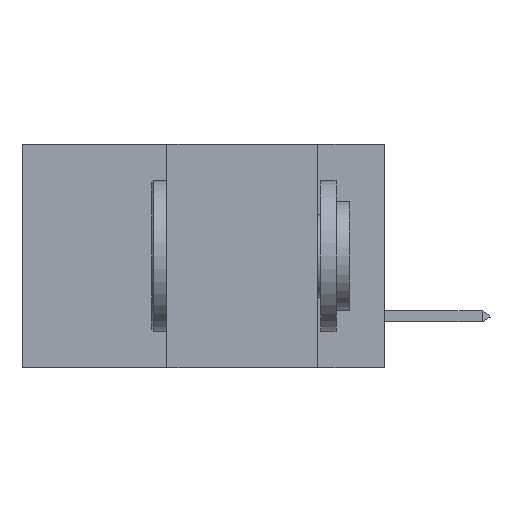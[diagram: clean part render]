
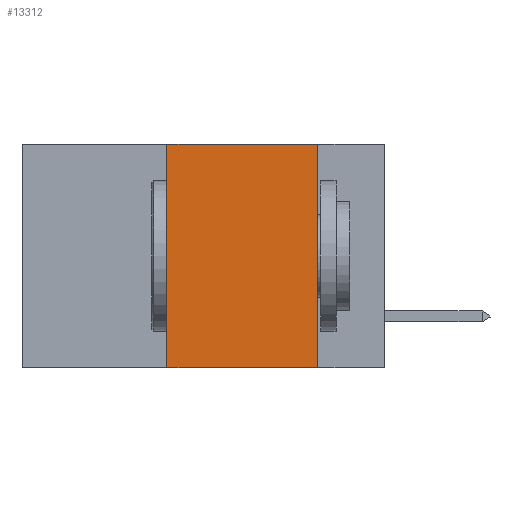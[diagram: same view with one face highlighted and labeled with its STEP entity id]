
A CAD part, left-side view. The second image highlights one B-rep face of the part: STEP entity #13312.
In plain terms, the highlighted planar face has unit normal (-1, 0, 0).
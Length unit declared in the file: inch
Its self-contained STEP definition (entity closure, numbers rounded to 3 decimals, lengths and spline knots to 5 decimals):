
#819 = AXIS2_PLACEMENT_3D ( 'NONE', #20983, #46856, #32135 ) ;
#2106 = CARTESIAN_POINT ( 'NONE',  ( 0., 0.36, 0. ) ) ;
#4410 = EDGE_LOOP ( 'NONE', ( #30544, #6821, #42506, #33650 ) ) ;
#4827 = DIRECTION ( 'NONE',  ( 0., -1., 0. ) ) ;
#6821 = ORIENTED_EDGE ( 'NONE', *, *, #45228, .F. ) ;
#8695 = CARTESIAN_POINT ( 'NONE',  ( 0., 0.6, -0.37 ) ) ;
#9189 = DIRECTION ( 'NONE',  ( 0., -1., 0. ) ) ;
#10715 = VERTEX_POINT ( 'NONE', #41100 ) ;
#13312 = ADVANCED_FACE ( 'NONE', ( #21791 ), #43144, .F. ) ;
#14407 = DIRECTION ( 'NONE',  ( 0., 0., -1. ) ) ;
#15555 = CARTESIAN_POINT ( 'NONE',  ( 0., 0.36, -0.37 ) ) ;
#16955 = VERTEX_POINT ( 'NONE', #15555 ) ;
#17978 = CARTESIAN_POINT ( 'NONE',  ( 0., 0.11, 0. ) ) ;
#20193 = VECTOR ( 'NONE', #14407, 39.37008 ) ;
#20983 = CARTESIAN_POINT ( 'NONE',  ( 0., 0.6, 0. ) ) ;
#21368 = LINE ( 'NONE', #17978, #20193 ) ;
#21428 = EDGE_CURVE ( 'NONE', #16955, #24130, #21731, .T. ) ;
#21731 = LINE ( 'NONE', #25546, #25220 ) ;
#21791 = FACE_OUTER_BOUND ( 'NONE', #4410, .T. ) ;
#22487 = VECTOR ( 'NONE', #9189, 39.37008 ) ;
#24130 = VERTEX_POINT ( 'NONE', #2106 ) ;
#25220 = VECTOR ( 'NONE', #32988, 39.37008 ) ;
#25546 = CARTESIAN_POINT ( 'NONE',  ( 0., 0.36, 0. ) ) ;
#30544 = ORIENTED_EDGE ( 'NONE', *, *, #35982, .F. ) ;
#30602 = LINE ( 'NONE', #39193, #22487 ) ;
#32135 = DIRECTION ( 'NONE',  ( 0., 0., -1. ) ) ;
#32277 = VECTOR ( 'NONE', #4827, 39.37008 ) ;
#32988 = DIRECTION ( 'NONE',  ( 0., 0., 1. ) ) ;
#33650 = ORIENTED_EDGE ( 'NONE', *, *, #41673, .T. ) ;
#35982 = EDGE_CURVE ( 'NONE', #10715, #45903, #21368, .T. ) ;
#39193 = CARTESIAN_POINT ( 'NONE',  ( 0., 0.6, 0. ) ) ;
#40257 = CARTESIAN_POINT ( 'NONE',  ( 0., 0.11, -0.37 ) ) ;
#41100 = CARTESIAN_POINT ( 'NONE',  ( 0., 0.11, 0. ) ) ;
#41673 = EDGE_CURVE ( 'NONE', #16955, #45903, #46765, .T. ) ;
#42506 = ORIENTED_EDGE ( 'NONE', *, *, #21428, .F. ) ;
#43144 = PLANE ( 'NONE',  #819 ) ;
#45228 = EDGE_CURVE ( 'NONE', #24130, #10715, #30602, .T. ) ;
#45903 = VERTEX_POINT ( 'NONE', #40257 ) ;
#46765 = LINE ( 'NONE', #8695, #32277 ) ;
#46856 = DIRECTION ( 'NONE',  ( 1., 0., 0. ) ) ;
